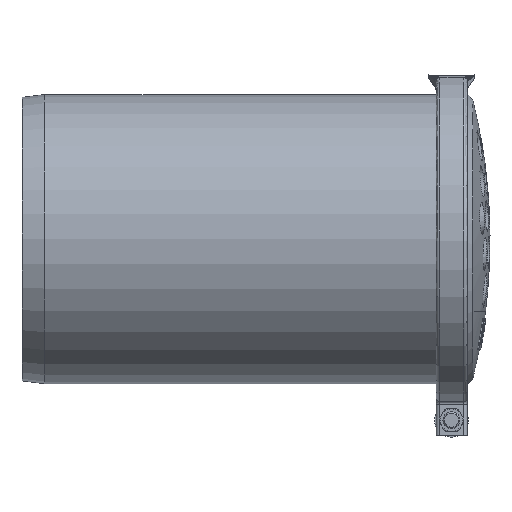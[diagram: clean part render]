
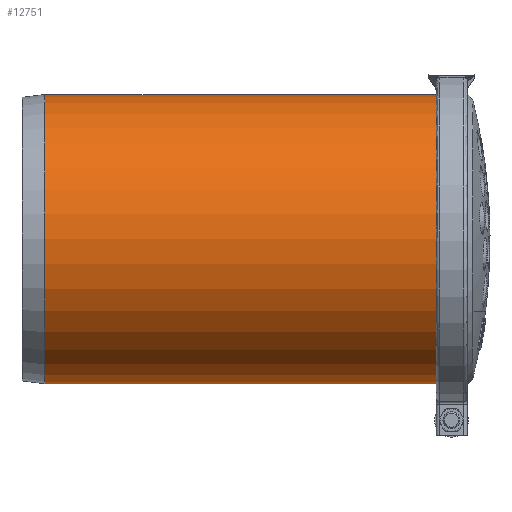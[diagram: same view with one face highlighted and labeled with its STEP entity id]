
A CAD part, left-side view. The second image highlights one B-rep face of the part: STEP entity #12751.
In plain terms, the highlighted cylindrical face has radius 510 mm (diameter 1020 mm), a full revolution.
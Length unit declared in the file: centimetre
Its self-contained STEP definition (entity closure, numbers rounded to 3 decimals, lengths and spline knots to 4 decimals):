
#844=CYLINDRICAL_SURFACE('',#13482,51.);
#910=LINE('',#17045,#2299);
#2299=VECTOR('',#14227,51.);
#3834=FACE_OUTER_BOUND('',#4542,.T.);
#4542=EDGE_LOOP('',(#8864,#8865,#8866,#8867,#8868,#8869));
#5321=CIRCLE('',#13477,51.);
#5322=CIRCLE('',#13478,51.);
#5325=CIRCLE('',#13483,51.);
#5326=CIRCLE('',#13484,51.);
#5637=VERTEX_POINT('',#17033);
#5638=VERTEX_POINT('',#17035);
#5640=VERTEX_POINT('',#17044);
#5641=VERTEX_POINT('',#17046);
#6901=EDGE_CURVE('',#5637,#5638,#5321,.T.);
#6902=EDGE_CURVE('',#5638,#5637,#5322,.T.);
#6906=EDGE_CURVE('',#5638,#5640,#910,.T.);
#6907=EDGE_CURVE('',#5641,#5640,#5325,.T.);
#6908=EDGE_CURVE('',#5640,#5641,#5326,.T.);
#8864=ORIENTED_EDGE('',*,*,#6901,.F.);
#8865=ORIENTED_EDGE('',*,*,#6902,.F.);
#8866=ORIENTED_EDGE('',*,*,#6906,.T.);
#8867=ORIENTED_EDGE('',*,*,#6907,.F.);
#8868=ORIENTED_EDGE('',*,*,#6908,.F.);
#8869=ORIENTED_EDGE('',*,*,#6906,.F.);
#12751=ADVANCED_FACE('',(#3834),#844,.T.);
#13477=AXIS2_PLACEMENT_3D('',#17036,#14214,#14215);
#13478=AXIS2_PLACEMENT_3D('',#17037,#14216,#14217);
#13482=AXIS2_PLACEMENT_3D('',#17043,#14225,#14226);
#13483=AXIS2_PLACEMENT_3D('',#17047,#14228,#14229);
#13484=AXIS2_PLACEMENT_3D('',#17048,#14230,#14231);
#14214=DIRECTION('center_axis',(0.,1.,0.));
#14215=DIRECTION('ref_axis',(1.,0.,0.));
#14216=DIRECTION('center_axis',(0.,1.,0.));
#14217=DIRECTION('ref_axis',(1.,0.,0.));
#14225=DIRECTION('center_axis',(0.,1.,0.));
#14226=DIRECTION('ref_axis',(-1.,0.,0.));
#14227=DIRECTION('',(0.,-1.,0.));
#14228=DIRECTION('center_axis',(0.,-1.,0.));
#14229=DIRECTION('ref_axis',(1.,0.,0.));
#14230=DIRECTION('center_axis',(0.,-1.,0.));
#14231=DIRECTION('ref_axis',(1.,0.,0.));
#17033=CARTESIAN_POINT('',(0.,-8.0623,-51.));
#17035=CARTESIAN_POINT('',(51.,-8.0623,0.));
#17036=CARTESIAN_POINT('Origin',(0.,-8.0623,0.));
#17037=CARTESIAN_POINT('Origin',(0.,-8.0623,0.));
#17043=CARTESIAN_POINT('Origin',(0.,-9.,0.));
#17044=CARTESIAN_POINT('',(51.,-146.1465,0.));
#17045=CARTESIAN_POINT('',(51.,-9.,0.));
#17046=CARTESIAN_POINT('',(0.,-146.1465,51.));
#17047=CARTESIAN_POINT('Origin',(0.,-146.1465,0.));
#17048=CARTESIAN_POINT('Origin',(0.,-146.1465,0.));
